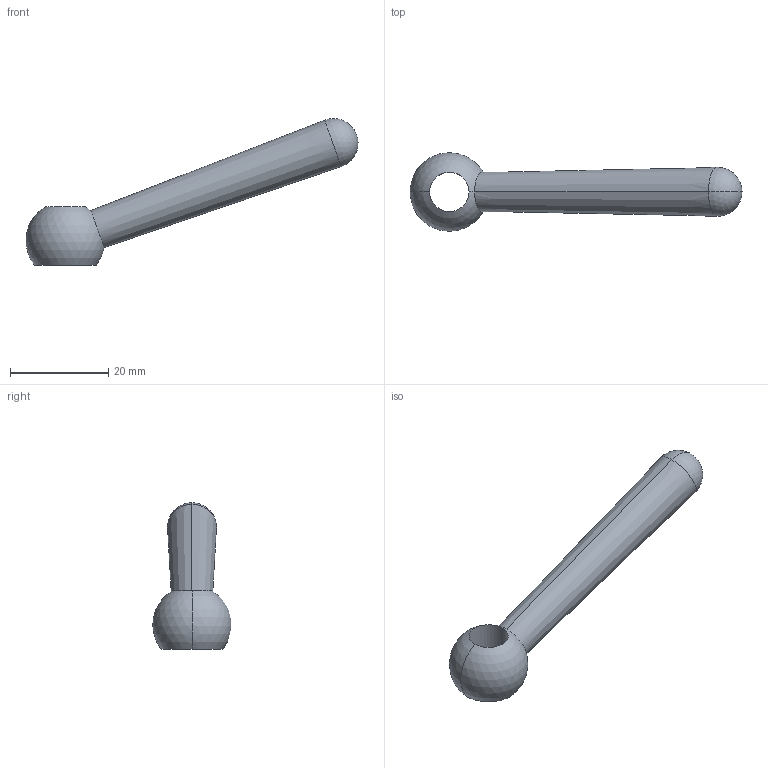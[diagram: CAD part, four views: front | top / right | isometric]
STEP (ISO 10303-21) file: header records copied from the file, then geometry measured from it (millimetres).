
FILE_DESCRIPTION(('STEP AP214'),'1');
FILE_NAME(' ',' ',('TraceParts'),('TraceParts S.A.'),'XStep 1.0',' ',' ');
FILE_SCHEMA(('automotive_design'));
Length unit declared in the file: millimetre
Products named in the file (1): 1
Bounding box: 67.5 x 15.99 x 29.83 mm (x, y, z)
Volume: 4816.9 mm3; surface area: 2519.3 mm2
Topology: 1 solids, 1 shells, 9 faces, 21 edges, 11 vertices
Faces by surface type: sphere 4, cylinder 2, cone 2, plane 1
Entity records: 498 total; most frequent: DIRECTION 54, STYLED_ITEM 40, PRESENTATION_STYLE_ASSIGNMENT 40, CARTESIAN_POINT 40, COLOUR_RGB 40, ORIENTED_EDGE 38, AXIS2_PLACEMENT_3D 25, EDGE_CURVE 19
